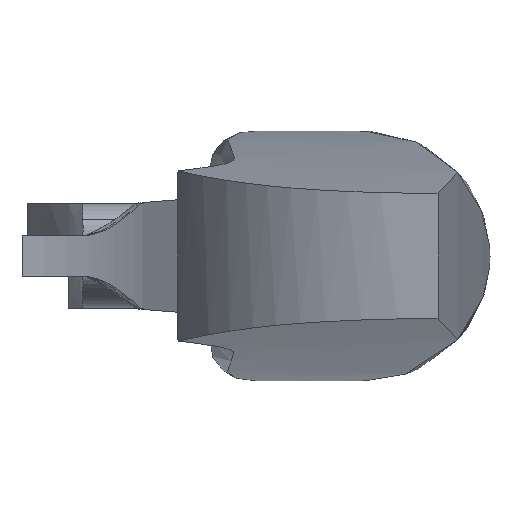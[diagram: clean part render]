
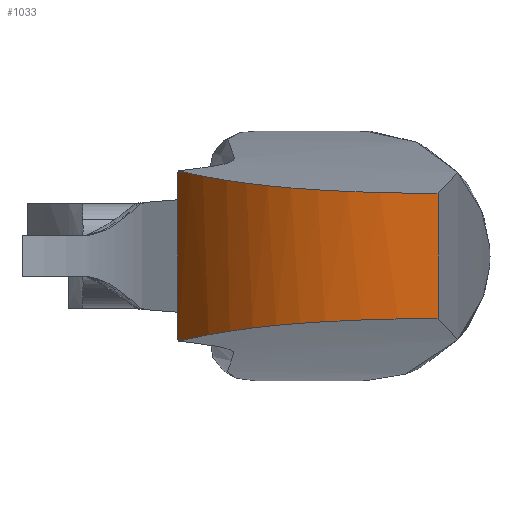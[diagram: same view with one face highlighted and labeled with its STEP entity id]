
A CAD part, left-side view. The second image highlights one B-rep face of the part: STEP entity #1033.
In plain terms, the highlighted free-form (B-spline) face has degree [5, 1] with [15, 2] control points.
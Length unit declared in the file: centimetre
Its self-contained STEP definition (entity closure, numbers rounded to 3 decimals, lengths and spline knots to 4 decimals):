
#99=FACE_OUTER_BOUND('',#155,.T.);
#155=EDGE_LOOP('',(#737,#738,#739,#740,#741,#742));
#205=LINE('',#1416,#277);
#215=LINE('',#1936,#287);
#277=VECTOR('',#1161,1.);
#287=VECTOR('',#1181,1.);
#355=B_SPLINE_CURVE_WITH_KNOTS('',3,(#1510,#1511,#1512,#1513,#1514,#1515,
#1516,#1517),.UNSPECIFIED.,.F.,.F.,(4,2,2,4),(-3.256,-2.3251,
-1.2899,-0.0004),.UNSPECIFIED.);
#366=B_SPLINE_CURVE_WITH_KNOTS('',3,(#1717,#1718,#1719,#1720,#1721,#1722,
#1723,#1724),.UNSPECIFIED.,.F.,.F.,(4,2,2,4),(-3.3959,-2.4151,
-1.391,0.),.UNSPECIFIED.);
#369=B_SPLINE_CURVE_WITH_KNOTS('',3,(#1901,#1902,#1903,#1904),
 .UNSPECIFIED.,.F.,.F.,(4,4),(0.,0.0187),.UNSPECIFIED.);
#370=B_SPLINE_CURVE_WITH_KNOTS('',3,(#1937,#1938,#1939,#1940),
 .UNSPECIFIED.,.F.,.F.,(4,4),(0.0001,0.0188),
 .UNSPECIFIED.);
#417=VERTEX_POINT('',#1410);
#418=VERTEX_POINT('',#1415);
#422=VERTEX_POINT('',#1479);
#439=VERTEX_POINT('',#1716);
#440=VERTEX_POINT('',#1879);
#441=VERTEX_POINT('',#1935);
#527=EDGE_CURVE('',#418,#417,#205,.T.);
#533=EDGE_CURVE('',#417,#422,#355,.T.);
#554=EDGE_CURVE('',#439,#418,#366,.T.);
#557=EDGE_CURVE('',#440,#422,#369,.T.);
#558=EDGE_CURVE('',#440,#441,#215,.T.);
#559=EDGE_CURVE('',#439,#441,#370,.T.);
#737=ORIENTED_EDGE('',*,*,#557,.F.);
#738=ORIENTED_EDGE('',*,*,#558,.T.);
#739=ORIENTED_EDGE('',*,*,#559,.F.);
#740=ORIENTED_EDGE('',*,*,#554,.T.);
#741=ORIENTED_EDGE('',*,*,#527,.T.);
#742=ORIENTED_EDGE('',*,*,#533,.T.);
#1021=(
BOUNDED_SURFACE()
B_SPLINE_SURFACE(5,1,((#1905,#1906),(#1907,#1908),(#1909,#1910),(#1911,
#1912),(#1913,#1914),(#1915,#1916),(#1917,#1918),(#1919,#1920),(#1921,#1922),
(#1923,#1924),(#1925,#1926),(#1927,#1928),(#1929,#1930),(#1931,#1932),(#1933,
#1934)),.UNSPECIFIED.,.F.,.F.,.F.)
B_SPLINE_SURFACE_WITH_KNOTS((6,1,1,1,1,1,1,1,1,1,6),(2,2),(-1.,-0.9,-0.8,
-0.7,-0.6,-0.5,-0.4,-0.3,-0.2,-0.1,0.),(0.,2.5),.UNSPECIFIED.)
GEOMETRIC_REPRESENTATION_ITEM()
RATIONAL_B_SPLINE_SURFACE(((1.,1.),(1.,1.),(1.,1.),(1.,1.),(1.,1.),(1.,
1.),(1.,1.),(1.,1.),(1.,1.),(1.,1.),(1.,1.),(1.,1.),(1.,1.),(1.,1.),(1.,
1.)))
REPRESENTATION_ITEM('')
SURFACE()
);
#1033=ADVANCED_FACE('',(#99),#1021,.F.);
#1161=DIRECTION('',(0.,0.,1.));
#1181=DIRECTION('',(0.,0.,-1.));
#1410=CARTESIAN_POINT('',(0.,0.5,1.8));
#1415=CARTESIAN_POINT('',(0.,0.5,0.6));
#1416=CARTESIAN_POINT('',(0.,0.5,2.4));
#1479=CARTESIAN_POINT('',(1.4996,2.9998,2.0187));
#1510=CARTESIAN_POINT('Ctrl Pts',(0.,0.5,1.8));
#1511=CARTESIAN_POINT('Ctrl Pts',(0.0138,0.8153,
1.8022));
#1512=CARTESIAN_POINT('Ctrl Pts',(0.0592,1.1402,1.8094));
#1513=CARTESIAN_POINT('Ctrl Pts',(0.2566,1.7791,1.8401));
#1514=CARTESIAN_POINT('Ctrl Pts',(0.4063,2.0446,1.8632));
#1515=CARTESIAN_POINT('Ctrl Pts',(0.8231,2.5508,1.9251));
#1516=CARTESIAN_POINT('Ctrl Pts',(1.1269,2.7917,1.9691));
#1517=CARTESIAN_POINT('Ctrl Pts',(1.4996,2.9998,2.0187));
#1716=CARTESIAN_POINT('',(1.4996,2.9998,0.3813));
#1717=CARTESIAN_POINT('Ctrl Pts',(1.4996,2.9998,0.3813));
#1718=CARTESIAN_POINT('Ctrl Pts',(1.2303,2.8494,0.4172));
#1719=CARTESIAN_POINT('Ctrl Pts',(0.9697,2.6651,0.4539));
#1720=CARTESIAN_POINT('Ctrl Pts',(0.5221,2.2153,0.5193));
#1721=CARTESIAN_POINT('Ctrl Pts',(0.3655,1.9738,0.5432));
#1722=CARTESIAN_POINT('Ctrl Pts',(0.1027,1.3692,0.5837));
#1723=CARTESIAN_POINT('Ctrl Pts',(0.0202,0.9632,
0.5968));
#1724=CARTESIAN_POINT('Ctrl Pts',(0.,0.5,0.6));
#1879=CARTESIAN_POINT('',(1.5,3.,2.));
#1901=CARTESIAN_POINT('Ctrl Pts',(1.5,3.,2.));
#1902=CARTESIAN_POINT('Ctrl Pts',(1.5,3.,2.0062));
#1903=CARTESIAN_POINT('Ctrl Pts',(1.4999,2.9999,2.0125));
#1904=CARTESIAN_POINT('Ctrl Pts',(1.4996,2.9998,2.0187));
#1905=CARTESIAN_POINT('Ctrl Pts',(1.5,3.,2.4));
#1906=CARTESIAN_POINT('Ctrl Pts',(1.5,3.,-0.1));
#1907=CARTESIAN_POINT('Ctrl Pts',(1.4428,2.9681,2.4));
#1908=CARTESIAN_POINT('Ctrl Pts',(1.4428,2.9681,-0.1));
#1909=CARTESIAN_POINT('Ctrl Pts',(1.3307,2.9026,2.4));
#1910=CARTESIAN_POINT('Ctrl Pts',(1.3307,2.9026,-0.1));
#1911=CARTESIAN_POINT('Ctrl Pts',(1.1698,2.7997,2.4));
#1912=CARTESIAN_POINT('Ctrl Pts',(1.1698,2.7997,-0.1));
#1913=CARTESIAN_POINT('Ctrl Pts',(0.9699,2.6528,2.4));
#1914=CARTESIAN_POINT('Ctrl Pts',(0.9699,2.6528,-0.1));
#1915=CARTESIAN_POINT('Ctrl Pts',(0.7458,2.4519,2.4));
#1916=CARTESIAN_POINT('Ctrl Pts',(0.7458,2.4519,-0.1));
#1917=CARTESIAN_POINT('Ctrl Pts',(0.55,2.2324,2.4));
#1918=CARTESIAN_POINT('Ctrl Pts',(0.55,2.2324,-0.1));
#1919=CARTESIAN_POINT('Ctrl Pts',(0.3845,1.9926,2.4));
#1920=CARTESIAN_POINT('Ctrl Pts',(0.3845,1.9926,-0.1));
#1921=CARTESIAN_POINT('Ctrl Pts',(0.2506,1.7319,2.4));
#1922=CARTESIAN_POINT('Ctrl Pts',(0.2506,1.7319,-0.1));
#1923=CARTESIAN_POINT('Ctrl Pts',(0.1469,1.4512,2.4));
#1924=CARTESIAN_POINT('Ctrl Pts',(0.1469,1.4512,-0.1));
#1925=CARTESIAN_POINT('Ctrl Pts',(0.071,1.152,2.4));
#1926=CARTESIAN_POINT('Ctrl Pts',(0.071,1.152,-0.1));
#1927=CARTESIAN_POINT('Ctrl Pts',(0.0307,0.8991,
2.4));
#1928=CARTESIAN_POINT('Ctrl Pts',(0.0307,0.8991,
-0.1));
#1929=CARTESIAN_POINT('Ctrl Pts',(0.0113,0.7023,
2.4));
#1930=CARTESIAN_POINT('Ctrl Pts',(0.0113,0.7023,
-0.1));
#1931=CARTESIAN_POINT('Ctrl Pts',(0.003,0.5679,
2.4));
#1932=CARTESIAN_POINT('Ctrl Pts',(0.003,0.5679,
-0.1));
#1933=CARTESIAN_POINT('Ctrl Pts',(0.,0.5,2.4));
#1934=CARTESIAN_POINT('Ctrl Pts',(0.,0.5,-0.1));
#1935=CARTESIAN_POINT('',(1.5,3.,0.4));
#1936=CARTESIAN_POINT('',(1.5,3.,2.4));
#1937=CARTESIAN_POINT('Ctrl Pts',(1.4996,2.9998,0.3813));
#1938=CARTESIAN_POINT('Ctrl Pts',(1.4999,2.9999,0.3875));
#1939=CARTESIAN_POINT('Ctrl Pts',(1.5,3.,0.3938));
#1940=CARTESIAN_POINT('Ctrl Pts',(1.5,3.,0.4));
